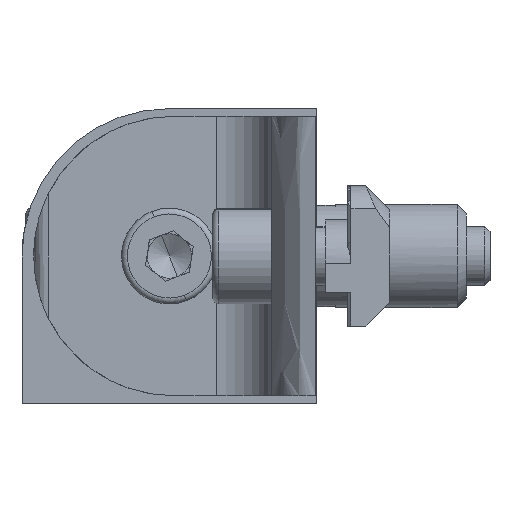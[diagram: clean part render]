
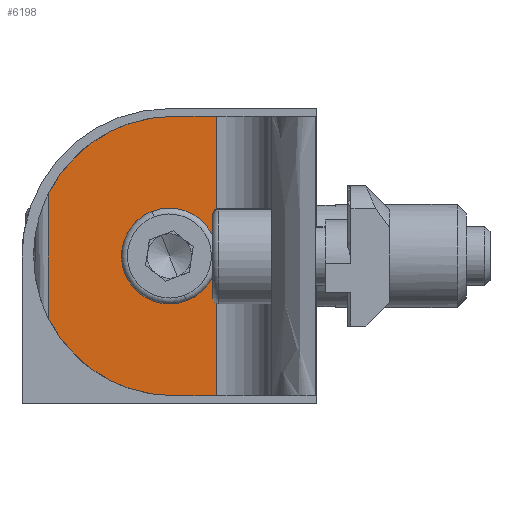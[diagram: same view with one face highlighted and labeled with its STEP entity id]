
A CAD part, left-side view. The second image highlights one B-rep face of the part: STEP entity #6198.
In plain terms, the highlighted planar face has unit normal (-1, 0, 0).
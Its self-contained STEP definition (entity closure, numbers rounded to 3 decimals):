
#71 = CARTESIAN_POINT ( 'NONE',  ( -6., 19.3, 18.9 ) ) ;
#113 = AXIS2_PLACEMENT_3D ( 'NONE', #2247, #2342, #3840 ) ;
#196 = ORIENTED_EDGE ( 'NONE', *, *, #4239, .T. ) ;
#203 = CARTESIAN_POINT ( 'NONE',  ( -6., 6., 37.9 ) ) ;
#242 = PLANE ( 'NONE',  #2924 ) ;
#473 = VERTEX_POINT ( 'NONE', #6147 ) ;
#560 = VERTEX_POINT ( 'NONE', #4127 ) ;
#656 = AXIS2_PLACEMENT_3D ( 'NONE', #2489, #5559, #4090 ) ;
#712 = CARTESIAN_POINT ( 'NONE',  ( -6., 6., 37.9 ) ) ;
#857 = EDGE_LOOP ( 'NONE', ( #196, #4260 ) ) ;
#895 = EDGE_LOOP ( 'NONE', ( #1532, #2979, #5861, #6118, #5380, #2359 ) ) ;
#937 = EDGE_CURVE ( 'NONE', #5873, #3809, #1208, .T. ) ;
#957 = AXIS2_PLACEMENT_3D ( 'NONE', #71, #4574, #3696 ) ;
#1094 = CARTESIAN_POINT ( 'NONE',  ( -6., 19.3, 0. ) ) ;
#1208 = LINE ( 'NONE', #5663, #4256 ) ;
#1296 = CARTESIAN_POINT ( 'NONE',  ( -6., 24.05, 18.95 ) ) ;
#1442 = CARTESIAN_POINT ( 'NONE',  ( -6., 13.5, 37.9 ) ) ;
#1506 = EDGE_CURVE ( 'NONE', #3809, #4744, #1820, .T. ) ;
#1532 = ORIENTED_EDGE ( 'NONE', *, *, #6181, .F. ) ;
#1651 = CARTESIAN_POINT ( 'NONE',  ( -6., 36.3, 10.515 ) ) ;
#1675 = DIRECTION ( 'NONE',  ( 0., 1., 0. ) ) ;
#1815 = VERTEX_POINT ( 'NONE', #2614 ) ;
#1820 = CIRCLE ( 'NONE', #113, 19. ) ;
#1991 = CARTESIAN_POINT ( 'NONE',  ( -6., 36.3, 27.385 ) ) ;
#2247 = CARTESIAN_POINT ( 'NONE',  ( -6., 19.3, 19. ) ) ;
#2270 = VERTEX_POINT ( 'NONE', #1442 ) ;
#2342 = DIRECTION ( 'NONE',  ( -1., 0., 0. ) ) ;
#2359 = ORIENTED_EDGE ( 'NONE', *, *, #2574, .T. ) ;
#2388 = DIRECTION ( 'NONE',  ( 0., 1., 0. ) ) ;
#2489 = CARTESIAN_POINT ( 'NONE',  ( -6., 19.875, 18.95 ) ) ;
#2574 = EDGE_CURVE ( 'NONE', #473, #2270, #5859, .T. ) ;
#2614 = CARTESIAN_POINT ( 'NONE',  ( -6., 15.7, 18.95 ) ) ;
#2813 = DIRECTION ( 'NONE',  ( 0., -1., 0. ) ) ;
#2843 = LINE ( 'NONE', #5411, #3074 ) ;
#2924 = AXIS2_PLACEMENT_3D ( 'NONE', #712, #4263, #1675 ) ;
#2979 = ORIENTED_EDGE ( 'NONE', *, *, #3829, .T. ) ;
#3074 = VECTOR ( 'NONE', #2813, 1000. ) ;
#3196 = CIRCLE ( 'NONE', #656, 4.175 ) ;
#3299 = CARTESIAN_POINT ( 'NONE',  ( -6., 13.5, 37.9 ) ) ;
#3686 = DIRECTION ( 'NONE',  ( 0., 0., -1. ) ) ;
#3696 = DIRECTION ( 'NONE',  ( 0., 1., 0. ) ) ;
#3758 = DIRECTION ( 'NONE',  ( 0., -1., 0. ) ) ;
#3769 = AXIS2_PLACEMENT_3D ( 'NONE', #4962, #5427, #2388 ) ;
#3789 = DIRECTION ( 'NONE',  ( 0., 0., 1. ) ) ;
#3806 = CIRCLE ( 'NONE', #957, 19. ) ;
#3809 = VERTEX_POINT ( 'NONE', #1651 ) ;
#3829 = EDGE_CURVE ( 'NONE', #560, #5873, #3806, .T. ) ;
#3840 = DIRECTION ( 'NONE',  ( 0., 1., 0. ) ) ;
#3982 = CIRCLE ( 'NONE', #3769, 4.175 ) ;
#4010 = VECTOR ( 'NONE', #3789, 1000. ) ;
#4090 = DIRECTION ( 'NONE',  ( 0., 1., 0. ) ) ;
#4127 = CARTESIAN_POINT ( 'NONE',  ( -6., 19.3, 37.9 ) ) ;
#4239 = EDGE_CURVE ( 'NONE', #4419, #1815, #3196, .T. ) ;
#4256 = VECTOR ( 'NONE', #3686, 1000. ) ;
#4260 = ORIENTED_EDGE ( 'NONE', *, *, #6266, .T. ) ;
#4263 = DIRECTION ( 'NONE',  ( 1., 0., 0. ) ) ;
#4419 = VERTEX_POINT ( 'NONE', #1296 ) ;
#4445 = EDGE_CURVE ( 'NONE', #4744, #473, #2843, .T. ) ;
#4574 = DIRECTION ( 'NONE',  ( -1., 0., 0. ) ) ;
#4744 = VERTEX_POINT ( 'NONE', #1094 ) ;
#4770 = LINE ( 'NONE', #203, #6004 ) ;
#4802 = FACE_OUTER_BOUND ( 'NONE', #895, .T. ) ;
#4962 = CARTESIAN_POINT ( 'NONE',  ( -6., 19.875, 18.95 ) ) ;
#5380 = ORIENTED_EDGE ( 'NONE', *, *, #4445, .T. ) ;
#5411 = CARTESIAN_POINT ( 'NONE',  ( -6., 6., 0. ) ) ;
#5427 = DIRECTION ( 'NONE',  ( 1., 0., 0. ) ) ;
#5559 = DIRECTION ( 'NONE',  ( 1., 0., 0. ) ) ;
#5663 = CARTESIAN_POINT ( 'NONE',  ( -6., 36.3, 37.9 ) ) ;
#5859 = LINE ( 'NONE', #3299, #4010 ) ;
#5861 = ORIENTED_EDGE ( 'NONE', *, *, #937, .T. ) ;
#5873 = VERTEX_POINT ( 'NONE', #1991 ) ;
#6004 = VECTOR ( 'NONE', #3758, 1000. ) ;
#6118 = ORIENTED_EDGE ( 'NONE', *, *, #1506, .T. ) ;
#6147 = CARTESIAN_POINT ( 'NONE',  ( -6., 13.5, 0. ) ) ;
#6181 = EDGE_CURVE ( 'NONE', #560, #2270, #4770, .T. ) ;
#6198 = ADVANCED_FACE ( 'NONE', ( #6252, #4802 ), #242, .F. ) ;
#6252 = FACE_BOUND ( 'NONE', #857, .T. ) ;
#6266 = EDGE_CURVE ( 'NONE', #1815, #4419, #3982, .T. ) ;
